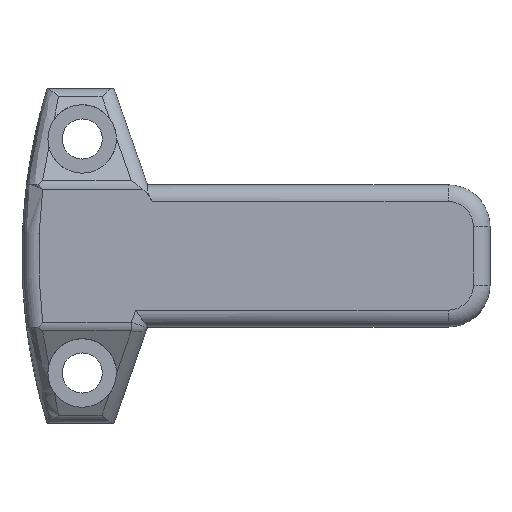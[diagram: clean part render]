
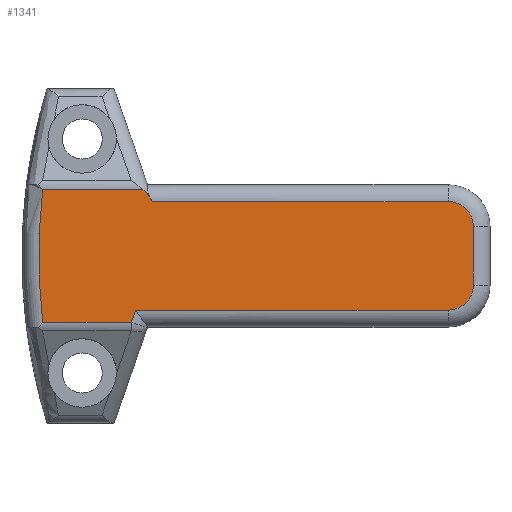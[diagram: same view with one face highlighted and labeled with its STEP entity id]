
A CAD part, top view. The second image highlights one B-rep face of the part: STEP entity #1341.
In plain terms, the highlighted planar face has unit normal (0, 0, 1).
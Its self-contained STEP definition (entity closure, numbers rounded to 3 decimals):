
#131=CIRCLE('',#1486,1.5);
#132=CIRCLE('',#1487,1.5);
#133=CIRCLE('',#1488,33.083);
#191=FACE_OUTER_BOUND('',#267,.T.);
#267=EDGE_LOOP('',(#1150,#1151,#1152,#1153,#1154,#1155,#1156,#1157,#1158,
#1159));
#307=ELLIPSE('',#1471,2.006,1.);
#389=LINE('',#2544,#485);
#390=LINE('',#2549,#486);
#391=LINE('',#2560,#487);
#392=LINE('',#2564,#488);
#393=LINE('',#2567,#489);
#394=LINE('',#2569,#490);
#485=VECTOR('',#1805,10.);
#486=VECTOR('',#1812,10.);
#487=VECTOR('',#1815,1.);
#488=VECTOR('',#1818,10.);
#489=VECTOR('',#1821,1.);
#490=VECTOR('',#1822,10.);
#614=VERTEX_POINT('',#2414);
#615=VERTEX_POINT('',#2416);
#623=VERTEX_POINT('',#2538);
#625=VERTEX_POINT('',#2542);
#626=VERTEX_POINT('',#2548);
#627=VERTEX_POINT('',#2559);
#628=VERTEX_POINT('',#2561);
#629=VERTEX_POINT('',#2563);
#630=VERTEX_POINT('',#2565);
#631=VERTEX_POINT('',#2568);
#787=EDGE_CURVE('',#614,#615,#307,.T.);
#807=EDGE_CURVE('',#625,#623,#389,.T.);
#809=EDGE_CURVE('',#623,#626,#390,.T.);
#811=EDGE_CURVE('',#627,#625,#391,.T.);
#812=EDGE_CURVE('',#628,#627,#131,.T.);
#813=EDGE_CURVE('',#629,#628,#392,.T.);
#814=EDGE_CURVE('',#630,#629,#132,.T.);
#815=EDGE_CURVE('',#615,#630,#393,.T.);
#816=EDGE_CURVE('',#631,#614,#394,.T.);
#817=EDGE_CURVE('',#626,#631,#133,.T.);
#1150=ORIENTED_EDGE('',*,*,#807,.F.);
#1151=ORIENTED_EDGE('',*,*,#811,.F.);
#1152=ORIENTED_EDGE('',*,*,#812,.F.);
#1153=ORIENTED_EDGE('',*,*,#813,.F.);
#1154=ORIENTED_EDGE('',*,*,#814,.F.);
#1155=ORIENTED_EDGE('',*,*,#815,.F.);
#1156=ORIENTED_EDGE('',*,*,#787,.F.);
#1157=ORIENTED_EDGE('',*,*,#816,.F.);
#1158=ORIENTED_EDGE('',*,*,#817,.F.);
#1159=ORIENTED_EDGE('',*,*,#809,.F.);
#1281=PLANE('',#1485);
#1341=ADVANCED_FACE('',(#191),#1281,.T.);
#1471=AXIS2_PLACEMENT_3D('',#2417,#1775,#1776);
#1485=AXIS2_PLACEMENT_3D('',#2558,#1813,#1814);
#1486=AXIS2_PLACEMENT_3D('',#2562,#1816,#1817);
#1487=AXIS2_PLACEMENT_3D('',#2566,#1819,#1820);
#1488=AXIS2_PLACEMENT_3D('',#2570,#1823,#1824);
#1775=DIRECTION('center_axis',(0.,0.,-1.));
#1776=DIRECTION('ref_axis',(-0.329,0.944,0.));
#1805=DIRECTION('',(-0.329,-0.944,0.));
#1812=DIRECTION('',(-1.,0.,0.));
#1813=DIRECTION('center_axis',(0.,0.,1.));
#1814=DIRECTION('ref_axis',(1.,0.,0.));
#1815=DIRECTION('',(-1.,0.,0.));
#1816=DIRECTION('center_axis',(0.,0.,-1.));
#1817=DIRECTION('ref_axis',(0.854,-0.52,0.));
#1818=DIRECTION('',(0.,-1.,0.));
#1819=DIRECTION('center_axis',(0.,0.,-1.));
#1820=DIRECTION('ref_axis',(0.854,0.52,0.));
#1821=DIRECTION('',(1.,0.,0.));
#1822=DIRECTION('',(1.,0.,0.));
#1823=DIRECTION('center_axis',(0.,0.,-1.));
#1824=DIRECTION('ref_axis',(-1.,-0.011,0.));
#2414=CARTESIAN_POINT('',(7.236,3.97,5.5));
#2416=CARTESIAN_POINT('',(7.791,3.25,5.5));
#2417=CARTESIAN_POINT('Origin',(7.11,2.327,5.5));
#2538=CARTESIAN_POINT('',(6.539,-3.97,5.5));
#2542=CARTESIAN_POINT('',(6.789,-3.25,5.5));
#2544=CARTESIAN_POINT('',(6.013,-5.483,5.5));
#2548=CARTESIAN_POINT('',(1.239,-3.97,5.5));
#2549=CARTESIAN_POINT('',(4.625,-3.97,5.5));
#2558=CARTESIAN_POINT('Origin',(3.75,0.,5.5));
#2559=CARTESIAN_POINT('',(25.5,-3.25,5.5));
#2560=CARTESIAN_POINT('',(3.75,-3.25,5.5));
#2561=CARTESIAN_POINT('',(27.,-1.75,5.5));
#2562=CARTESIAN_POINT('Origin',(25.5,-1.75,5.5));
#2563=CARTESIAN_POINT('',(27.,1.75,5.5));
#2564=CARTESIAN_POINT('',(27.,-2.125,5.5));
#2565=CARTESIAN_POINT('',(25.5,3.25,5.5));
#2566=CARTESIAN_POINT('Origin',(25.5,1.75,5.5));
#2567=CARTESIAN_POINT('',(28.,3.25,5.5));
#2568=CARTESIAN_POINT('',(1.239,3.97,5.5));
#2569=CARTESIAN_POINT('',(2.625,3.97,5.5));
#2570=CARTESIAN_POINT('Origin',(34.083,0.,5.5));
